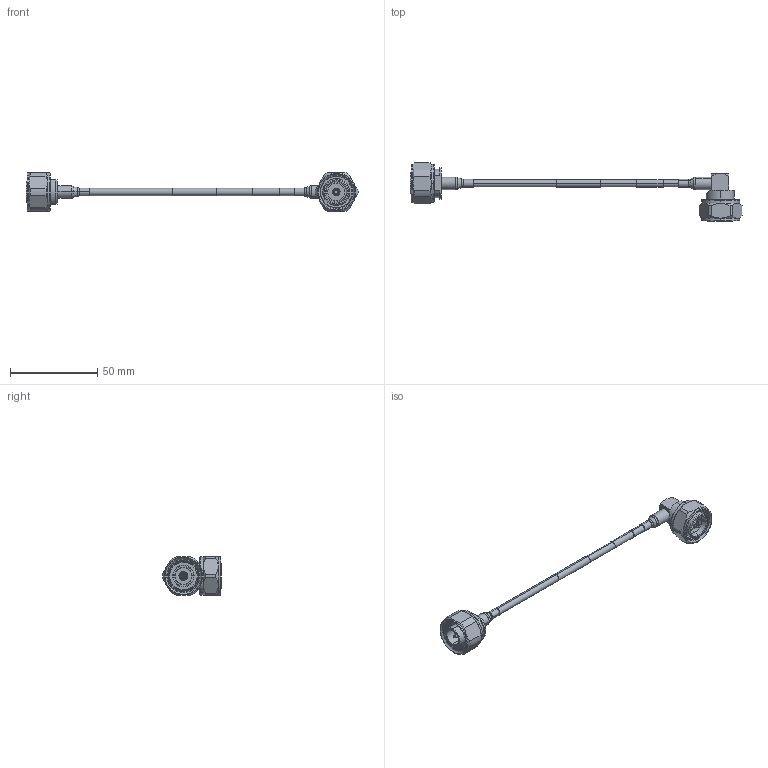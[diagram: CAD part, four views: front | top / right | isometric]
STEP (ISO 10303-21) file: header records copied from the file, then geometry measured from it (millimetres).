
FILE_DESCRIPTION (( 'STEP AP214' ), '1' );
FILE_NAME ('FMCA2466_3D.step', '2024-07-18T18:16:20', ( '' ), ( '' ), 'SwSTEP 2.0', 'SolidWorks 2022', '' );
FILE_SCHEMA (( 'AUTOMOTIVE_DESIGN' ));
Length unit declared in the file: inch
Products named in the file (5): Copy of TC-402-4195M-LP-PE^FMCA2466; Copy of TC-402-4310M-RA-LP-PE^FMCA2466; FMCA2466_3D; Copy of TFT-402-LF^FMCA2466_LABEL PE+FM; Copy of TFT-402-MA1^FMCA2466
Assembly tree (5 placements, depth 2):
  FMCA2466_3D
    Copy of TFT-402-LF^FMCA2466_LABEL PE+FM
    Copy of TC-402-4195M-LP-PE^FMCA2466
    Copy of TFT-402-MA1^FMCA2466  x2
    Copy of TC-402-4310M-RA-LP-PE^FMCA2466
Bounding box: 189.8 x 33.33 x 22 mm (x, y, z)
Volume: 11861.4 mm3; surface area: 13495.6 mm2
Topology: 9 solids, 10 shells, 427 faces, 927 edges, 546 vertices
Faces by surface type: cylinder 147, cone 136, plane 86, torus 58
Entity records: 12644 total; most frequent: CARTESIAN_POINT 3121, DIRECTION 2141, ORIENTED_EDGE 1766, AXIS2_PLACEMENT_3D 905, EDGE_CURVE 883, VERTEX_POINT 522, CIRCLE 492, EDGE_LOOP 449
